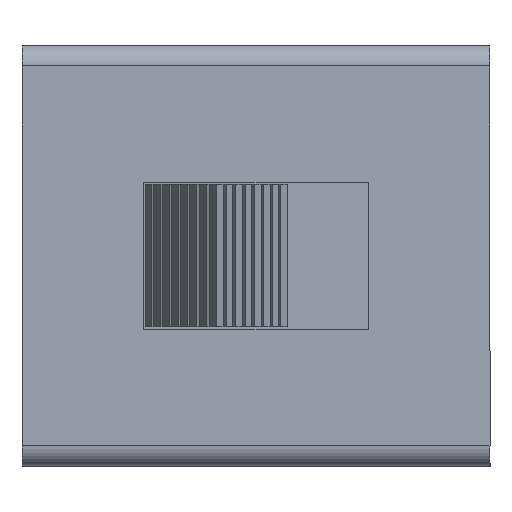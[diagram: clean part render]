
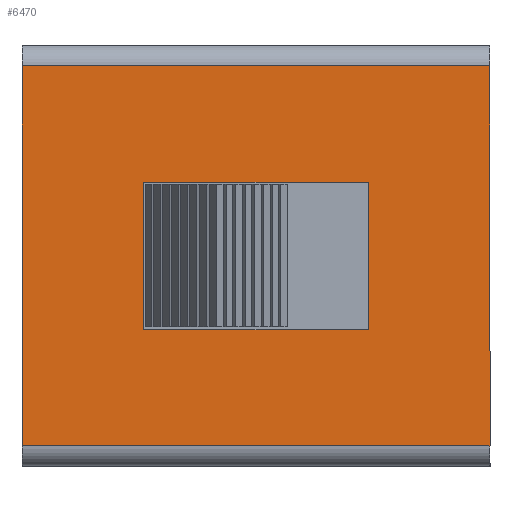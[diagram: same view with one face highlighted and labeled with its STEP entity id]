
A CAD part, top view. The second image highlights one B-rep face of the part: STEP entity #6470.
In plain terms, the highlighted planar face has unit normal (0, 0, 1).
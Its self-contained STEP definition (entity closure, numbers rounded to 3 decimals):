
#6295=CARTESIAN_POINT('',(6.35,5.155,0.36));
#6296=VERTEX_POINT('',#6295);
#6314=CARTESIAN_POINT('',(-6.35,5.155,0.36));
#6315=VERTEX_POINT('',#6314);
#6323=CARTESIAN_POINT('',(-6.35,5.155,0.36));
#6324=DIRECTION('',(1.0,0.0,0.0));
#6325=VECTOR('',#6324,12.7);
#6326=LINE('',#6323,#6325);
#6327=EDGE_CURVE('',#6315,#6296,#6326,.T.);
#6338=CARTESIAN_POINT('',(6.35,-5.155,0.36));
#6339=VERTEX_POINT('',#6338);
#6340=CARTESIAN_POINT('',(6.35,5.155,0.36));
#6341=DIRECTION('',(0.0,-1.0,0.0));
#6342=VECTOR('',#6341,10.31);
#6343=LINE('',#6340,#6342);
#6344=EDGE_CURVE('',#6296,#6339,#6343,.T.);
#6413=CARTESIAN_POINT('',(0.,0.,0.36));
#6414=DIRECTION('',(0.0,0.0,1.0));
#6415=DIRECTION('',(1.0,0.0,0.0));
#6416=AXIS2_PLACEMENT_3D('',#6413,#6414,#6415);
#6417=PLANE('',#6416);
#6418=ORIENTED_EDGE('',*,*,#6327,.F.);
#6419=CARTESIAN_POINT('',(-6.35,-5.155,0.36));
#6420=VERTEX_POINT('',#6419);
#6421=CARTESIAN_POINT('',(-6.35,-5.155,0.36));
#6422=DIRECTION('',(0.0,1.0,0.0));
#6423=VECTOR('',#6422,10.31);
#6424=LINE('',#6421,#6423);
#6425=EDGE_CURVE('',#6420,#6315,#6424,.T.);
#6426=ORIENTED_EDGE('',*,*,#6425,.F.);
#6427=CARTESIAN_POINT('',(6.35,-5.155,0.36));
#6428=DIRECTION('',(-1.0,0.0,0.0));
#6429=VECTOR('',#6428,12.7);
#6430=LINE('',#6427,#6429);
#6431=EDGE_CURVE('',#6339,#6420,#6430,.T.);
#6432=ORIENTED_EDGE('',*,*,#6431,.F.);
#6433=ORIENTED_EDGE('',*,*,#6344,.F.);
#6434=EDGE_LOOP('',(#6418,#6426,#6432,#6433));
#6435=FACE_OUTER_BOUND('',#6434,.T.);
#6436=CARTESIAN_POINT('',(3.05,2.0,0.36));
#6437=VERTEX_POINT('',#6436);
#6438=CARTESIAN_POINT('',(3.05,-2.0,0.36));
#6439=VERTEX_POINT('',#6438);
#6440=CARTESIAN_POINT('',(3.05,2.0,0.36));
#6441=DIRECTION('',(0.0,-1.0,0.0));
#6442=VECTOR('',#6441,4.0);
#6443=LINE('',#6440,#6442);
#6444=EDGE_CURVE('',#6437,#6439,#6443,.T.);
#6445=ORIENTED_EDGE('',*,*,#6444,.T.);
#6446=CARTESIAN_POINT('',(-3.05,-2.0,0.36));
#6447=VERTEX_POINT('',#6446);
#6448=CARTESIAN_POINT('',(3.05,-2.0,0.36));
#6449=DIRECTION('',(-1.0,0.0,0.0));
#6450=VECTOR('',#6449,6.1);
#6451=LINE('',#6448,#6450);
#6452=EDGE_CURVE('',#6439,#6447,#6451,.T.);
#6453=ORIENTED_EDGE('',*,*,#6452,.T.);
#6454=CARTESIAN_POINT('',(-3.05,2.0,0.36));
#6455=VERTEX_POINT('',#6454);
#6456=CARTESIAN_POINT('',(-3.05,-2.0,0.36));
#6457=DIRECTION('',(0.0,1.0,0.0));
#6458=VECTOR('',#6457,4.);
#6459=LINE('',#6456,#6458);
#6460=EDGE_CURVE('',#6447,#6455,#6459,.T.);
#6461=ORIENTED_EDGE('',*,*,#6460,.T.);
#6462=CARTESIAN_POINT('',(-3.05,2.0,0.36));
#6463=DIRECTION('',(1.0,0.0,0.0));
#6464=VECTOR('',#6463,6.1);
#6465=LINE('',#6462,#6464);
#6466=EDGE_CURVE('',#6455,#6437,#6465,.T.);
#6467=ORIENTED_EDGE('',*,*,#6466,.T.);
#6468=EDGE_LOOP('',(#6445,#6453,#6461,#6467));
#6469=FACE_BOUND('',#6468,.T.);
#6470=ADVANCED_FACE('',(#6435,#6469),#6417,.T.);
